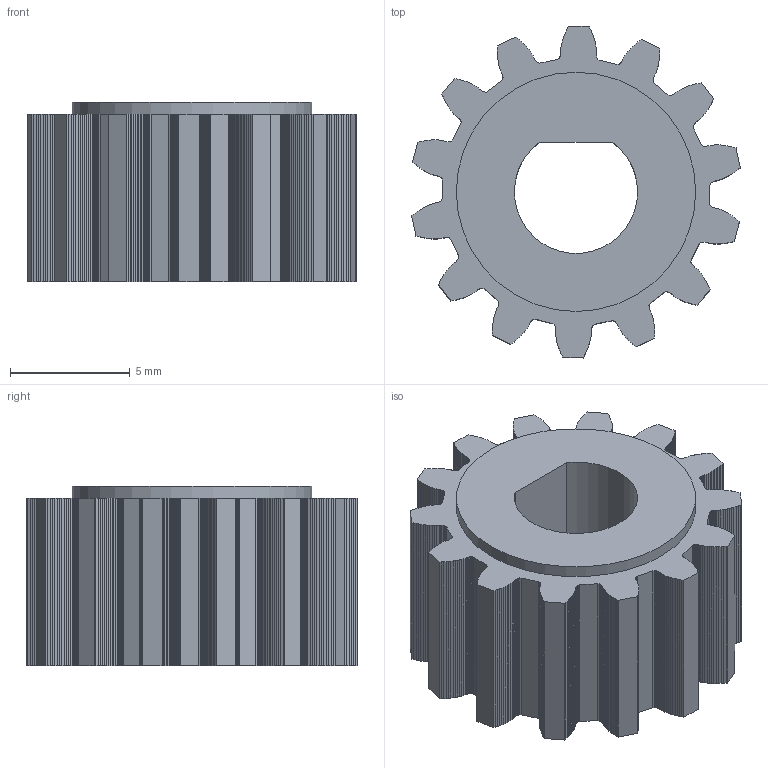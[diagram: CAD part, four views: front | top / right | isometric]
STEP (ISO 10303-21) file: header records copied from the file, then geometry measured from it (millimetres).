
FILE_DESCRIPTION(('STEP AP214'), '1');
FILE_NAME('r5-12', '2023-04-17T14:33:30', (''), (''), 'ASCON STEP Converter 1.3', 'ASCON Math Kernel', '');
FILE_SCHEMA(('AUTOMOTIVE_DESIGN { 1 0 10303 214 3 1 1}'));
Length unit declared in the file: millimetre
Products named in the file (1): 1
Bounding box: 13.73 x 13.86 x 7.5 mm (x, y, z)
Volume: 752.1 mm3; surface area: 795.1 mm2
Topology: 1 solids, 1 shells, 620 faces, 1851 edges, 1234 vertices
Faces by surface type: plane 618, cylinder 2
Full cylindrical faces by diameter (mm): 10 x1
Entity records: 20442 total; most frequent: CARTESIAN_POINT 3705, ORIENTED_EDGE 3700, DIRECTION 3096, EDGE_CURVE 1850, LINE 1846, VECTOR 1846, VERTEX_POINT 1234, AXIS2_PLACEMENT_3D 625
